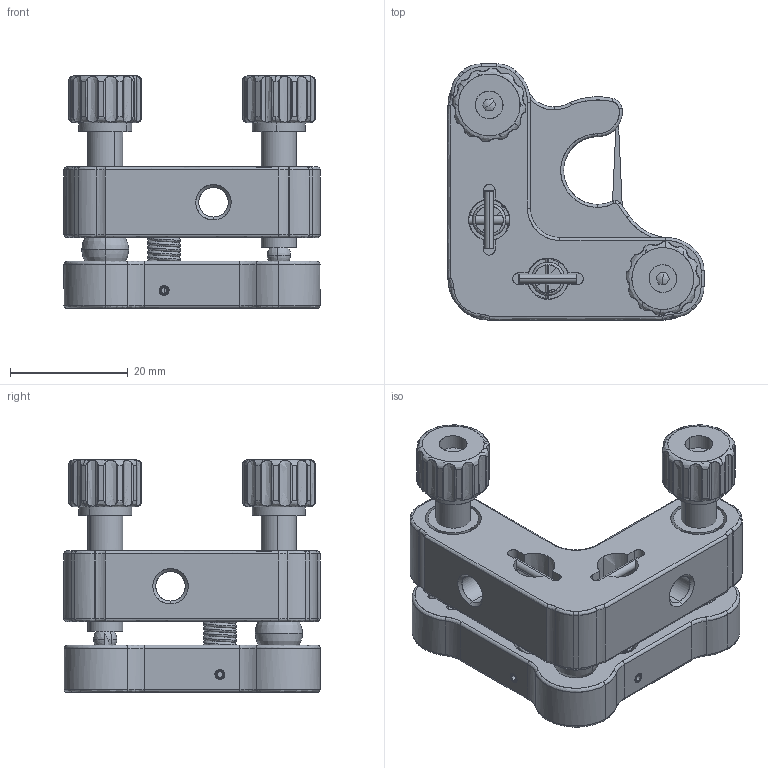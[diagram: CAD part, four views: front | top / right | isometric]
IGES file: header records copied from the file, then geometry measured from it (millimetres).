
Start section: SolidWorks IGES file using analytic representation for surfaces
Global section: file name: Web Model 17278_17278.igs; native system: SolidWorks 2018; preprocessor: SolidWorks 2018; author: JPoff; date: 210520.105711; units: millimetre
Bounding box: 43.5 x 43.5 x 39.5 mm (x, y, z)
Surface area: 12494.2 mm2 (no closed solid volume)
Topology: 0 solids, 0 shells, 496 faces, 5584 edges, 5580 vertices
Faces by surface type: revolution 279, bspline 217
